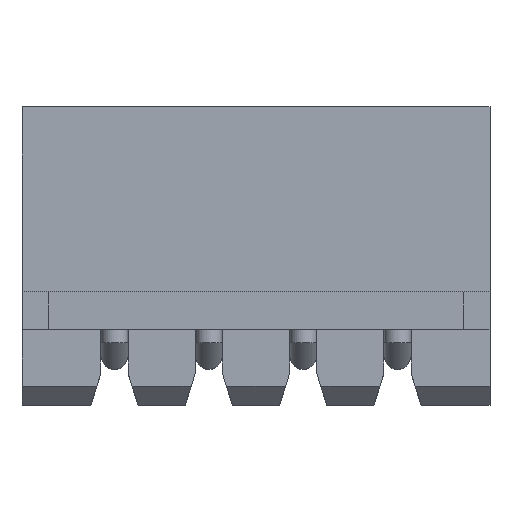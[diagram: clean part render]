
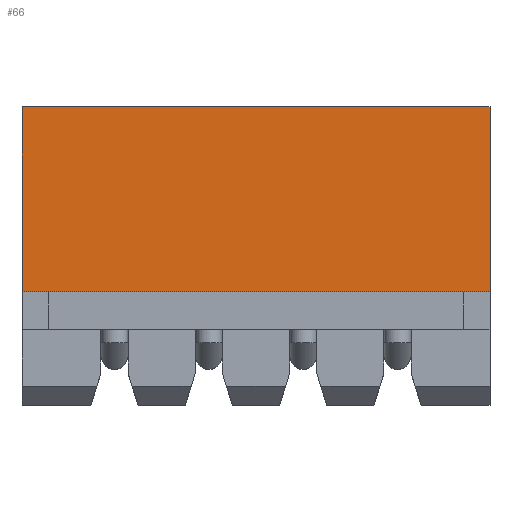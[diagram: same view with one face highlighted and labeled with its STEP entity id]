
A CAD part, top view. The second image highlights one B-rep face of the part: STEP entity #66.
In plain terms, the highlighted planar face has unit normal (0, 0, 1).
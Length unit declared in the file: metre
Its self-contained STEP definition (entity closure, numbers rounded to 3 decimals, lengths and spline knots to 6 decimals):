
#66 = ADVANCED_FACE( '', ( #218 ), #219, .T. );
#218 = FACE_OUTER_BOUND( '', #602, .T. );
#219 = PLANE( '', #603 );
#602 = EDGE_LOOP( '', ( #1438, #1439, #1440, #1441 ) );
#603 = AXIS2_PLACEMENT_3D( '', #1442, #1443, #1444 );
#1438 = ORIENTED_EDGE( '', *, *, #2341, .T. );
#1439 = ORIENTED_EDGE( '', *, *, #2311, .F. );
#1440 = ORIENTED_EDGE( '', *, *, #2342, .F. );
#1441 = ORIENTED_EDGE( '', *, *, #2343, .T. );
#1442 = CARTESIAN_POINT( '', ( -0.0062, -0.00295, 0.00245 ) );
#1443 = DIRECTION( '', ( 0., 0., 1. ) );
#1444 = DIRECTION( '', ( 1., 0., 0. ) );
#2311 = EDGE_CURVE( '', #2672, #2674, #2675, .T. );
#2341 = EDGE_CURVE( '', #2730, #2674, #2731, .T. );
#2342 = EDGE_CURVE( '', #2732, #2672, #2733, .T. );
#2343 = EDGE_CURVE( '', #2732, #2730, #2734, .T. );
#2672 = VERTEX_POINT( '', #3230 );
#2674 = VERTEX_POINT( '', #3233 );
#2675 = LINE( '', #3234, #3235 );
#2730 = VERTEX_POINT( '', #3317 );
#2731 = LINE( '', #3318, #3319 );
#2732 = VERTEX_POINT( '', #3320 );
#2733 = LINE( '', #3321, #3322 );
#2734 = LINE( '', #3323, #3324 );
#3230 = CARTESIAN_POINT( '', ( -0.0062, 0.00295, 0.00245 ) );
#3233 = CARTESIAN_POINT( '', ( 0.0062, 0.00295, 0.00245 ) );
#3234 = CARTESIAN_POINT( '', ( -0.0062, 0.00295, 0.00245 ) );
#3235 = VECTOR( '', #3912, 1. );
#3317 = CARTESIAN_POINT( '', ( 0.0062, -0.00195, 0.00245 ) );
#3318 = CARTESIAN_POINT( '', ( 0.0062, -0.00195, 0.00245 ) );
#3319 = VECTOR( '', #3946, 1. );
#3320 = CARTESIAN_POINT( '', ( -0.0062, -0.00195, 0.00245 ) );
#3321 = CARTESIAN_POINT( '', ( -0.0062, -0.00195, 0.00245 ) );
#3322 = VECTOR( '', #3947, 1. );
#3323 = CARTESIAN_POINT( '', ( -0.0062, -0.00195, 0.00245 ) );
#3324 = VECTOR( '', #3948, 1. );
#3912 = DIRECTION( '', ( 1., 0., 0. ) );
#3946 = DIRECTION( '', ( 0., 1., 0. ) );
#3947 = DIRECTION( '', ( 0., 1., 0. ) );
#3948 = DIRECTION( '', ( 1., 0., 0. ) );
